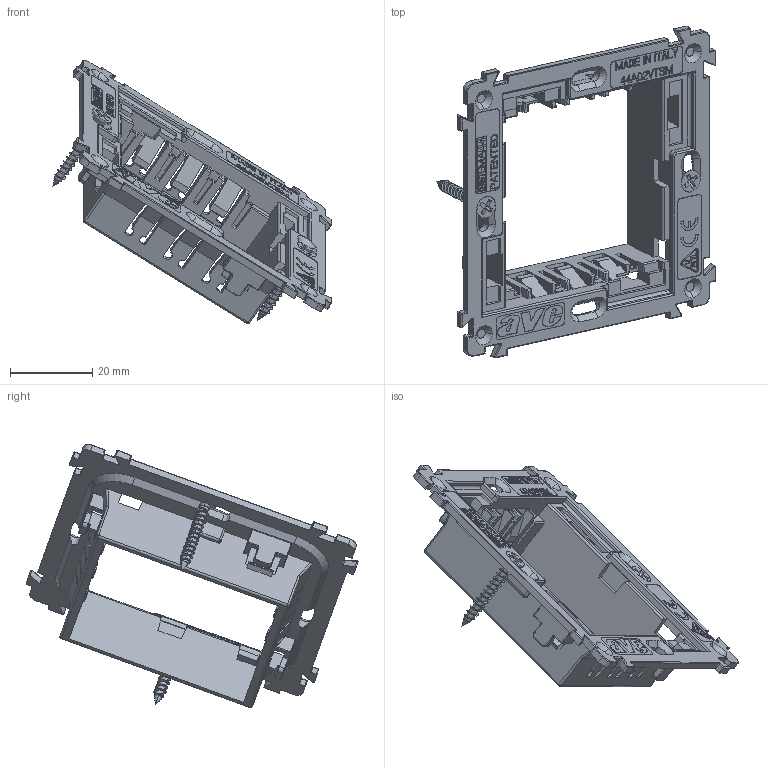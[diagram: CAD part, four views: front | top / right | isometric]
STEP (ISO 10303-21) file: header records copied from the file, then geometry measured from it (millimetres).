
FILE_DESCRIPTION(('CATIA V5 STEP Exchange'),'2;1');
FILE_NAME('44A02VTSM.stp','2025-04-10T11:42:45+00:00',('none'),('none'),'CATIA Version 5-6 Release 2016 SP6','CATIA V5 STEP AP203','none');
FILE_SCHEMA(('CONFIG_CONTROL_DESIGN'));
Products named in the file (1): 44A02VTSM
Assembly tree (4 placements, depth 2):
  44A02VTSM
    #57
    #67533  x2
    #71276
Bounding box: 67.98 x 80.97 x 64.19 mm (x, y, z)
Volume: 9996.2 mm3; surface area: 14126.9 mm2
Topology: 3 solids, 3 shells, 2265 faces, 6311 edges, 4029 vertices
Faces by surface type: plane 1560, cylinder 495, cone 74, sphere 60, bspline 48, extrusion 20, torus 8
Entity records: 71302 total; most frequent: CARTESIAN_POINT 19711, ORIENTED_EDGE 12002, DIRECTION 8423, EDGE_CURVE 6001, VECTOR 4565, LINE 4545, VERTEX_POINT 3872, EDGE_LOOP 2253
